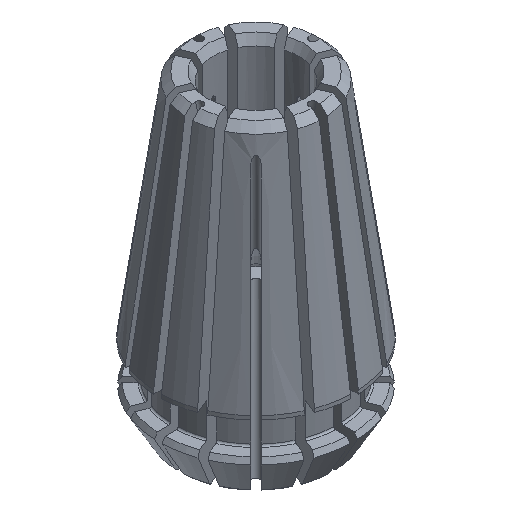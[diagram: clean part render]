
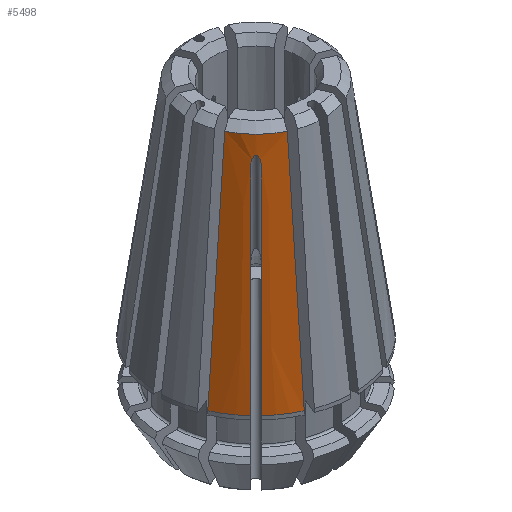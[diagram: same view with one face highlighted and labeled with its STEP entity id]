
A CAD part, isometric view. The second image highlights one B-rep face of the part: STEP entity #5498.
In plain terms, the highlighted conical face has half-angle 8 degrees and reference radius 3.853 mm.
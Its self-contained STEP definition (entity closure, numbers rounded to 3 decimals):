
#37=CONICAL_SURFACE('',#5918,3.853,0.14);
#242=B_SPLINE_CURVE_WITH_KNOTS('',3,(#8597,#8598,#8599,#8600),
 .UNSPECIFIED.,.F.,.F.,(4,4),(0.,0.013),
 .UNSPECIFIED.);
#243=B_SPLINE_CURVE_WITH_KNOTS('',3,(#8601,#8602,#8603,#8604),
 .UNSPECIFIED.,.F.,.F.,(4,4),(0.,0.011),
 .UNSPECIFIED.);
#244=B_SPLINE_CURVE_WITH_KNOTS('',3,(#8606,#8607,#8608,#8609,#8610,#8611,
#8612,#8613,#8614),.UNSPECIFIED.,.F.,.F.,(4,1,1,1,1,1,4),(0.,
0.,0.001,0.001,0.001,
0.001,0.001),.UNSPECIFIED.);
#245=B_SPLINE_CURVE_WITH_KNOTS('',3,(#8616,#8617,#8618,#8619),
 .UNSPECIFIED.,.F.,.F.,(4,4),(0.,0.011),
 .UNSPECIFIED.);
#246=B_SPLINE_CURVE_WITH_KNOTS('',3,(#8623,#8624,#8625,#8626),
 .UNSPECIFIED.,.F.,.F.,(4,4),(0.,0.013),
 .UNSPECIFIED.);
#1495=ORIENTED_EDGE('',*,*,#3271,.T.);
#1496=ORIENTED_EDGE('',*,*,#3273,.T.);
#1497=ORIENTED_EDGE('',*,*,#3247,.T.);
#1498=ORIENTED_EDGE('',*,*,#3274,.T.);
#1499=ORIENTED_EDGE('',*,*,#3275,.T.);
#1500=ORIENTED_EDGE('',*,*,#3276,.F.);
#1501=ORIENTED_EDGE('',*,*,#3277,.T.);
#1502=ORIENTED_EDGE('',*,*,#3278,.F.);
#3247=EDGE_CURVE('',#4120,#4122,#4602,.F.);
#3271=EDGE_CURVE('',#4136,#4135,#4609,.F.);
#3273=EDGE_CURVE('',#4135,#4120,#242,.T.);
#3274=EDGE_CURVE('',#4122,#4137,#243,.T.);
#3275=EDGE_CURVE('',#4137,#4138,#244,.T.);
#3276=EDGE_CURVE('',#4139,#4138,#245,.T.);
#3277=EDGE_CURVE('',#4139,#4140,#4610,.F.);
#3278=EDGE_CURVE('',#4136,#4140,#246,.T.);
#4120=VERTEX_POINT('',#8506);
#4122=VERTEX_POINT('',#8510);
#4135=VERTEX_POINT('',#8589);
#4136=VERTEX_POINT('',#8591);
#4137=VERTEX_POINT('',#8605);
#4138=VERTEX_POINT('',#8615);
#4139=VERTEX_POINT('',#8620);
#4140=VERTEX_POINT('',#8622);
#4602=CIRCLE('',#5901,5.72);
#4609=CIRCLE('',#5917,3.91);
#4610=CIRCLE('',#5919,5.72);
#4834=EDGE_LOOP('',(#1495,#1496,#1497,#1498,#1499,#1500,#1501,#1502));
#5128=FACE_BOUND('',#4834,.T.);
#5498=ADVANCED_FACE('',(#5128),#37,.T.);
#5901=AXIS2_PLACEMENT_3D('',#8511,#6712,#6713);
#5917=AXIS2_PLACEMENT_3D('',#8590,#6750,#6751);
#5918=AXIS2_PLACEMENT_3D('',#8596,#6752,#6753);
#5919=AXIS2_PLACEMENT_3D('',#8621,#6754,#6755);
#6712=DIRECTION('',(0.,0.,-1.));
#6713=DIRECTION('',(-1.,0.,0.));
#6750=DIRECTION('',(0.,0.,1.));
#6751=DIRECTION('',(1.,0.,0.));
#6752=DIRECTION('',(0.,0.,-1.));
#6753=DIRECTION('',(-1.,0.,0.));
#6754=DIRECTION('',(0.,0.,-1.));
#6755=DIRECTION('',(-1.,0.,0.));
#8506=CARTESIAN_POINT('',(-5.194,-2.395,0.214));
#8510=CARTESIAN_POINT('',(-4.201,-3.882,0.214));
#8511=CARTESIAN_POINT('',(0.,0.,0.214));
#8589=CARTESIAN_POINT('',(-3.521,-1.702,13.09));
#8590=CARTESIAN_POINT('',(0.,0.,13.09));
#8591=CARTESIAN_POINT('',(-1.702,-3.521,13.09));
#8596=CARTESIAN_POINT('',(0.,0.,13.5));
#8597=CARTESIAN_POINT('',(-3.521,-1.702,13.09));
#8598=CARTESIAN_POINT('',(-4.079,-1.933,8.798));
#8599=CARTESIAN_POINT('',(-4.637,-2.164,4.506));
#8600=CARTESIAN_POINT('',(-5.194,-2.395,0.214));
#8601=CARTESIAN_POINT('',(-4.201,-3.882,0.214));
#8602=CARTESIAN_POINT('',(-3.825,-3.507,3.992));
#8603=CARTESIAN_POINT('',(-3.449,-3.131,7.769));
#8604=CARTESIAN_POINT('',(-3.073,-2.755,11.547));
#8605=CARTESIAN_POINT('',(-3.073,-2.755,11.547));
#8606=CARTESIAN_POINT('',(-3.073,-2.755,11.547));
#8607=CARTESIAN_POINT('',(-3.062,-2.744,11.658));
#8608=CARTESIAN_POINT('',(-3.031,-2.743,11.825));
#8609=CARTESIAN_POINT('',(-2.968,-2.769,12.032));
#8610=CARTESIAN_POINT('',(-2.855,-2.857,12.182));
#8611=CARTESIAN_POINT('',(-2.769,-2.969,12.03));
#8612=CARTESIAN_POINT('',(-2.743,-3.032,11.824));
#8613=CARTESIAN_POINT('',(-2.744,-3.062,11.658));
#8614=CARTESIAN_POINT('',(-2.755,-3.073,11.547));
#8615=CARTESIAN_POINT('',(-2.755,-3.073,11.547));
#8616=CARTESIAN_POINT('',(-3.882,-4.201,0.214));
#8617=CARTESIAN_POINT('',(-3.507,-3.825,3.992));
#8618=CARTESIAN_POINT('',(-3.131,-3.449,7.769));
#8619=CARTESIAN_POINT('',(-2.755,-3.073,11.547));
#8620=CARTESIAN_POINT('',(-3.882,-4.201,0.214));
#8621=CARTESIAN_POINT('',(0.,0.,0.214));
#8622=CARTESIAN_POINT('',(-2.395,-5.194,0.214));
#8623=CARTESIAN_POINT('',(-1.702,-3.521,13.09));
#8624=CARTESIAN_POINT('',(-1.933,-4.079,8.798));
#8625=CARTESIAN_POINT('',(-2.164,-4.637,4.506));
#8626=CARTESIAN_POINT('',(-2.395,-5.194,0.214));
